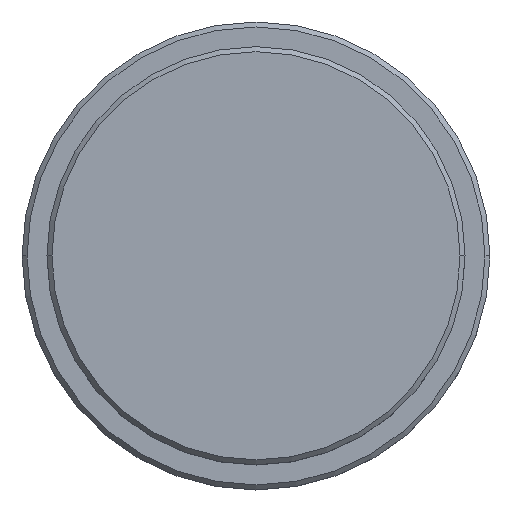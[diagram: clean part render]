
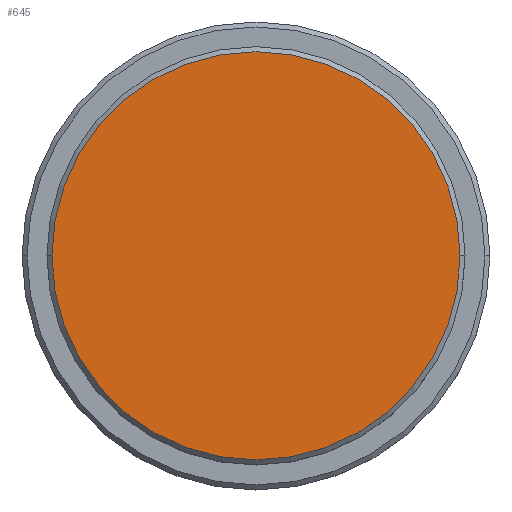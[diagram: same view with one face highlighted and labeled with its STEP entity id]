
A CAD part, top view. The second image highlights one B-rep face of the part: STEP entity #645.
In plain terms, the highlighted planar face has unit normal (0, 0, 1).
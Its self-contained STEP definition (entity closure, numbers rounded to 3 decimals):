
#9 = DIRECTION ( 'NONE',  ( 1., 0., 0. ) ) ;
#44 = FACE_OUTER_BOUND ( 'NONE', #1362, .T. ) ;
#105 = CIRCLE ( 'NONE', #1026, 20.5 ) ;
#119 = CARTESIAN_POINT ( 'NONE',  ( 20.5, 0., 0. ) ) ;
#259 = EDGE_CURVE ( 'NONE', #995, #440, #105, .T. ) ;
#265 = DIRECTION ( 'NONE',  ( 0., 0., 1. ) ) ;
#286 = DIRECTION ( 'NONE',  ( 0., 0., 1. ) ) ;
#440 = VERTEX_POINT ( 'NONE', #535 ) ;
#535 = CARTESIAN_POINT ( 'NONE',  ( -20.5, 0., 0. ) ) ;
#564 = ORIENTED_EDGE ( 'NONE', *, *, #259, .T. ) ;
#584 = PLANE ( 'NONE',  #1006 ) ;
#645 = ADVANCED_FACE ( 'NONE', ( #44 ), #584, .T. ) ;
#698 = CARTESIAN_POINT ( 'NONE',  ( 0., 0., 0. ) ) ;
#801 = AXIS2_PLACEMENT_3D ( 'NONE', #823, #286, #830 ) ;
#808 = ORIENTED_EDGE ( 'NONE', *, *, #1149, .T. ) ;
#823 = CARTESIAN_POINT ( 'NONE',  ( 0., 0., 0. ) ) ;
#830 = DIRECTION ( 'NONE',  ( 1., 0., 0. ) ) ;
#995 = VERTEX_POINT ( 'NONE', #119 ) ;
#998 = CARTESIAN_POINT ( 'NONE',  ( 0., 0., 0. ) ) ;
#1005 = DIRECTION ( 'NONE',  ( 0., 0., 1. ) ) ;
#1006 = AXIS2_PLACEMENT_3D ( 'NONE', #698, #265, #1236 ) ;
#1026 = AXIS2_PLACEMENT_3D ( 'NONE', #998, #1005, #9 ) ;
#1149 = EDGE_CURVE ( 'NONE', #440, #995, #1233, .T. ) ;
#1233 = CIRCLE ( 'NONE', #801, 20.5 ) ;
#1236 = DIRECTION ( 'NONE',  ( 1., 0., 0. ) ) ;
#1362 = EDGE_LOOP ( 'NONE', ( #808, #564 ) ) ;
